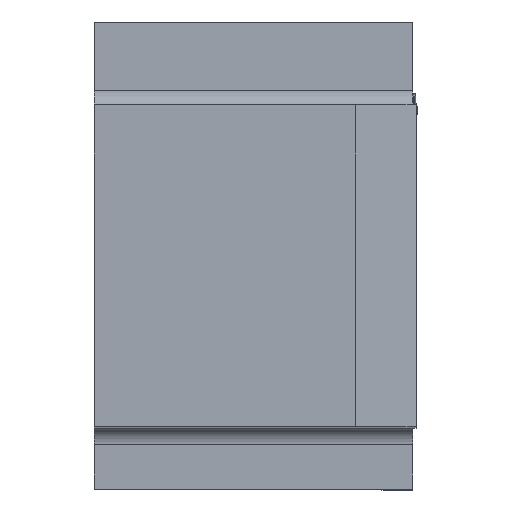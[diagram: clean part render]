
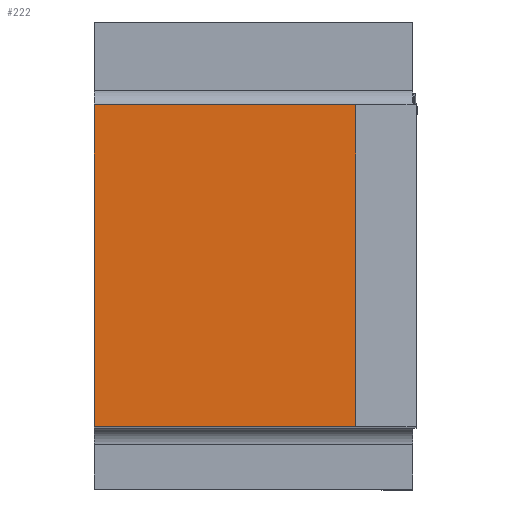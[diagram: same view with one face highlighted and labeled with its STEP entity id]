
A CAD part, top view. The second image highlights one B-rep face of the part: STEP entity #222.
In plain terms, the highlighted planar face has unit normal (0, 0, 1).
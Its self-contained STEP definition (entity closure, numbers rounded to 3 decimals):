
#222=ADVANCED_FACE('CU_BACK_SU1',(#354),#309,.F.);
#309=PLANE('',#1989);
#354=FACE_OUTER_BOUND('',#444,.T.);
#444=EDGE_LOOP('',(#961,#962,#963,#964));
#523=LINE('',#2641,#674);
#540=LINE('',#2687,#691);
#548=LINE('',#2706,#699);
#584=LINE('',#2867,#735);
#674=VECTOR('',#2128,1.);
#691=VECTOR('',#2167,1.);
#699=VECTOR('',#2181,1.);
#735=VECTOR('',#2281,1.);
#961=ORIENTED_EDGE('',*,*,#1532,.T.);
#962=ORIENTED_EDGE('',*,*,#1606,.T.);
#963=ORIENTED_EDGE('',*,*,#1542,.T.);
#964=ORIENTED_EDGE('',*,*,#1509,.F.);
#1342=VERTEX_POINT('',#2640);
#1343=VERTEX_POINT('',#2642);
#1359=VERTEX_POINT('',#2685);
#1365=VERTEX_POINT('',#2698);
#1509=EDGE_CURVE('',#1342,#1343,#523,.T.);
#1532=EDGE_CURVE('',#1342,#1359,#540,.T.);
#1542=EDGE_CURVE('',#1365,#1343,#548,.T.);
#1606=EDGE_CURVE('',#1359,#1365,#584,.T.);
#1989=AXIS2_PLACEMENT_3D('',#2868,#2282,#2283);
#2128=DIRECTION('',(0.,1.,0.));
#2167=DIRECTION('',(1.,0.,0.));
#2181=DIRECTION('',(-1.,0.,0.));
#2281=DIRECTION('',(0.,1.,0.));
#2282=DIRECTION('',(0.,0.,-1.));
#2283=DIRECTION('',(-1.,0.,0.));
#2640=CARTESIAN_POINT('',(0.,0.,0.));
#2641=CARTESIAN_POINT('',(0.,35.8,0.));
#2642=CARTESIAN_POINT('',(0.,15.8,0.));
#2685=CARTESIAN_POINT('',(12.826,0.,0.));
#2687=CARTESIAN_POINT('',(38.673,0.,0.));
#2698=CARTESIAN_POINT('',(12.826,15.8,0.));
#2706=CARTESIAN_POINT('',(38.673,15.8,0.));
#2867=CARTESIAN_POINT('',(12.826,0.,0.));
#2868=CARTESIAN_POINT('',(38.673,35.8,0.));
